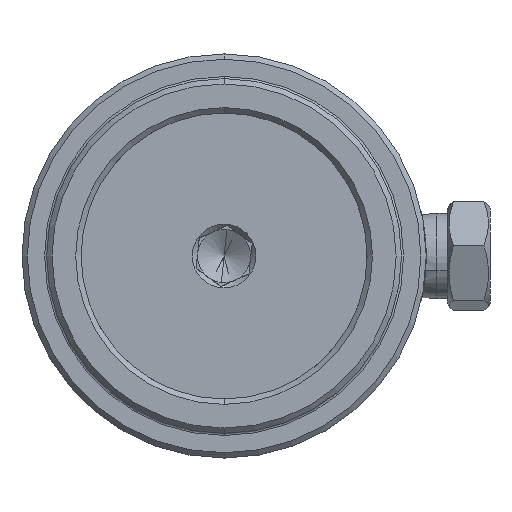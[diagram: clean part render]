
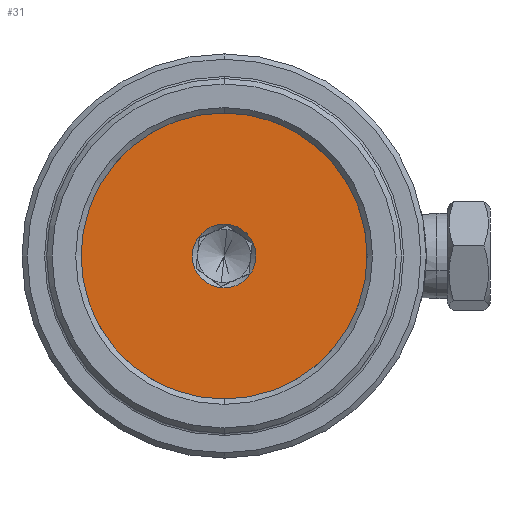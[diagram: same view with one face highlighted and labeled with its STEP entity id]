
A CAD part, front view. The second image highlights one B-rep face of the part: STEP entity #31.
In plain terms, the highlighted planar face has unit normal (0, -1, 0).
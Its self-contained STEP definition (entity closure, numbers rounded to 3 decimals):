
#31 = ADVANCED_FACE ( 'NONE', ( #9811, #9514 ), #7316, .F. ) ;
#196 = EDGE_CURVE ( 'NONE', #9477, #8084, #10817, .T. ) ;
#346 = ORIENTED_EDGE ( 'NONE', *, *, #7864, .T. ) ;
#1254 = AXIS2_PLACEMENT_3D ( 'NONE', #7570, #1987, #8487 ) ;
#1590 = DIRECTION ( 'NONE',  ( 0., -1., 0. ) ) ;
#1834 = DIRECTION ( 'NONE',  ( 0., 0., 1. ) ) ;
#1987 = DIRECTION ( 'NONE',  ( 0., 1., 0. ) ) ;
#2025 = ORIENTED_EDGE ( 'NONE', *, *, #9957, .T. ) ;
#2352 = CARTESIAN_POINT ( 'NONE',  ( 0., 0., 6. ) ) ;
#2616 = CIRCLE ( 'NONE', #2985, 6. ) ;
#2688 = DIRECTION ( 'NONE',  ( 0., 0., 1. ) ) ;
#2985 = AXIS2_PLACEMENT_3D ( 'NONE', #4882, #6112, #1834 ) ;
#3812 = ORIENTED_EDGE ( 'NONE', *, *, #196, .T. ) ;
#3929 = CARTESIAN_POINT ( 'NONE',  ( 0., 0., 0. ) ) ;
#4595 = CIRCLE ( 'NONE', #4606, 26.95 ) ;
#4606 = AXIS2_PLACEMENT_3D ( 'NONE', #3929, #10434, #4854 ) ;
#4854 = DIRECTION ( 'NONE',  ( 0., 0., 1. ) ) ;
#4882 = CARTESIAN_POINT ( 'NONE',  ( 0., 0., 0. ) ) ;
#5812 = EDGE_LOOP ( 'NONE', ( #2025, #346 ) ) ;
#6112 = DIRECTION ( 'NONE',  ( 0., 1., 0. ) ) ;
#6197 = AXIS2_PLACEMENT_3D ( 'NONE', #7165, #1590, #8102 ) ;
#6355 = CIRCLE ( 'NONE', #6197, 26.95 ) ;
#6471 = ORIENTED_EDGE ( 'NONE', *, *, #8565, .T. ) ;
#7092 = EDGE_LOOP ( 'NONE', ( #3812, #6471 ) ) ;
#7165 = CARTESIAN_POINT ( 'NONE',  ( 0., 0., 0. ) ) ;
#7316 = PLANE ( 'NONE',  #7735 ) ;
#7570 = CARTESIAN_POINT ( 'NONE',  ( 0., 0., 0. ) ) ;
#7735 = AXIS2_PLACEMENT_3D ( 'NONE', #9095, #8247, #2688 ) ;
#7816 = CARTESIAN_POINT ( 'NONE',  ( 0., 0., 26.95 ) ) ;
#7864 = EDGE_CURVE ( 'NONE', #11846, #11709, #4595, .T. ) ;
#8084 = VERTEX_POINT ( 'NONE', #2352 ) ;
#8102 = DIRECTION ( 'NONE',  ( 0., 0., 1. ) ) ;
#8247 = DIRECTION ( 'NONE',  ( 0., 1., 0. ) ) ;
#8487 = DIRECTION ( 'NONE',  ( 0., 0., 1. ) ) ;
#8565 = EDGE_CURVE ( 'NONE', #8084, #9477, #2616, .T. ) ;
#9095 = CARTESIAN_POINT ( 'NONE',  ( 0., 0., 0. ) ) ;
#9477 = VERTEX_POINT ( 'NONE', #11877 ) ;
#9514 = FACE_OUTER_BOUND ( 'NONE', #5812, .T. ) ;
#9811 = FACE_BOUND ( 'NONE', #7092, .T. ) ;
#9957 = EDGE_CURVE ( 'NONE', #11709, #11846, #6355, .T. ) ;
#10434 = DIRECTION ( 'NONE',  ( 0., -1., 0. ) ) ;
#10817 = CIRCLE ( 'NONE', #1254, 6. ) ;
#11694 = CARTESIAN_POINT ( 'NONE',  ( 0., 0., -26.95 ) ) ;
#11709 = VERTEX_POINT ( 'NONE', #7816 ) ;
#11846 = VERTEX_POINT ( 'NONE', #11694 ) ;
#11877 = CARTESIAN_POINT ( 'NONE',  ( 0., 0., -6. ) ) ;
